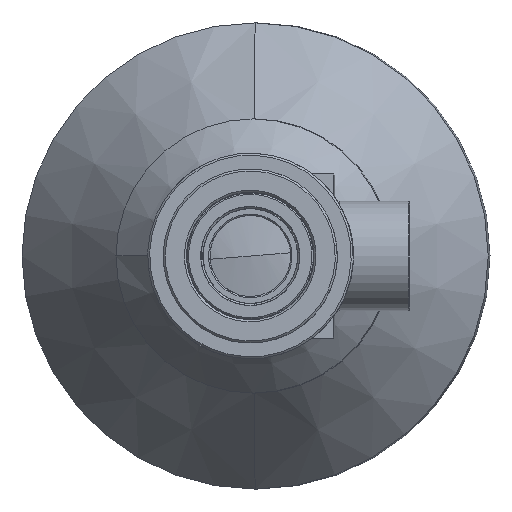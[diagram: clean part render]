
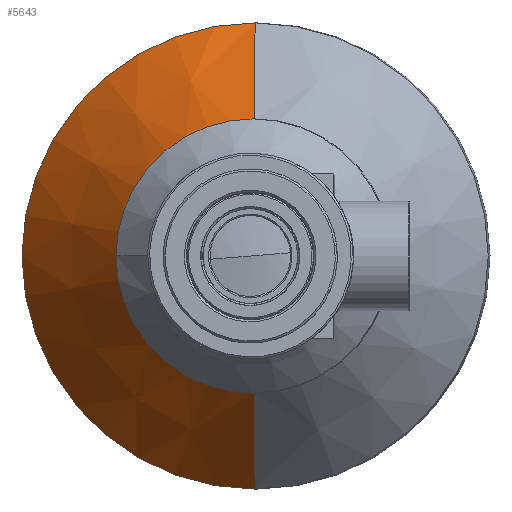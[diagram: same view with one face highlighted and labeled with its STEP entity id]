
A CAD part, front view. The second image highlights one B-rep face of the part: STEP entity #5643.
In plain terms, the highlighted conical face has half-angle 36.384 degrees and reference radius 27 mm.
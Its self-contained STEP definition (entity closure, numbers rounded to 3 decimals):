
#5567 = VERTEX_POINT('',#5568);
#5568 = CARTESIAN_POINT('',(215.724,50.127,20.
    ));
#5574 = EDGE_CURVE('',#5575,#5567,#5577,.T.);
#5575 = VERTEX_POINT('',#5576);
#5576 = CARTESIAN_POINT('',(215.724,50.127,
    -20.));
#5577 = CIRCLE('',#5578,20.);
#5578 = AXIS2_PLACEMENT_3D('',#5579,#5580,#5581);
#5579 = CARTESIAN_POINT('',(215.724,50.127,0.));
#5580 = DIRECTION('',(0.,1.,0.));
#5581 = DIRECTION('',(0.,0.,-1.));
#5615 = EDGE_CURVE('',#5616,#5575,#5618,.T.);
#5616 = VERTEX_POINT('',#5617);
#5617 = CARTESIAN_POINT('',(215.724,69.127,
    -34.));
#5618 = LINE('',#5619,#5620);
#5619 = CARTESIAN_POINT('',(215.724,69.127,
    -34.));
#5620 = VECTOR('',#5621,1.);
#5621 = DIRECTION('',(0.,-0.805,0.593));
#5624 = VERTEX_POINT('',#5625);
#5625 = CARTESIAN_POINT('',(215.724,69.127,34.
    ));
#5632 = EDGE_CURVE('',#5624,#5567,#5633,.T.);
#5633 = LINE('',#5634,#5635);
#5634 = CARTESIAN_POINT('',(215.724,69.127,34.
    ));
#5635 = VECTOR('',#5636,1.);
#5636 = DIRECTION('',(0.,-0.805,-0.593));
#5643 = ADVANCED_FACE('',(#5644),#5656,.T.);
#5644 = FACE_BOUND('',#5645,.T.);
#5645 = EDGE_LOOP('',(#5646,#5647,#5648,#5655));
#5646 = ORIENTED_EDGE('',*,*,#5574,.T.);
#5647 = ORIENTED_EDGE('',*,*,#5632,.F.);
#5648 = ORIENTED_EDGE('',*,*,#5649,.T.);
#5649 = EDGE_CURVE('',#5624,#5616,#5650,.T.);
#5650 = CIRCLE('',#5651,34.);
#5651 = AXIS2_PLACEMENT_3D('',#5652,#5653,#5654);
#5652 = CARTESIAN_POINT('',(215.724,69.127,0.));
#5653 = DIRECTION('',(0.,-1.,0.));
#5654 = DIRECTION('',(0.,0.,1.));
#5655 = ORIENTED_EDGE('',*,*,#5615,.T.);
#5656 = CONICAL_SURFACE('',#5657,27.,0.635);
#5657 = AXIS2_PLACEMENT_3D('',#5658,#5659,#5660);
#5658 = CARTESIAN_POINT('',(215.724,59.627,0.));
#5659 = DIRECTION('',(0.,1.,0.));
#5660 = DIRECTION('',(0.,-0.,1.));
